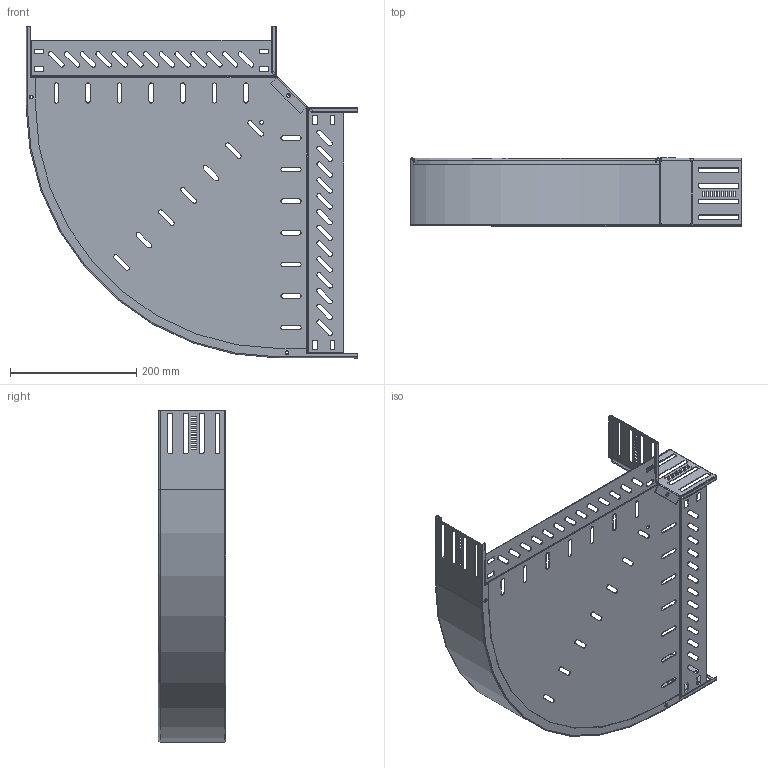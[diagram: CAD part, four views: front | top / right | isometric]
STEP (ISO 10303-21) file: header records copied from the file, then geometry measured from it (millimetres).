
FILE_DESCRIPTION (( 'STEP AP214' ), '1' );
FILE_NAME ('6036808.STEP', '2024-05-27T08:36:49', ( '' ), ( '' ), 'SwSTEP 2.0', 'SolidWorks 2022', '' );
FILE_SCHEMA (( 'AUTOMOTIVE_DESIGN' ));
Length unit declared in the file: millimetre
Products named in the file (4): 167655_110x90°; 181511_400; 6036808; 167734_400
Assembly tree (3 placements, depth 2):
  6036808
    167734_400
    181511_400
    167655_110x90°
Bounding box: 525 x 107 x 525 mm (x, y, z)
Volume: 362093.4 mm3; surface area: 669823.5 mm2
Topology: 3 solids, 3 shells, 762 faces, 2144 edges, 1388 vertices
Faces by surface type: plane 446, cylinder 304, bspline 8, torus 4
Entity records: 25428 total; most frequent: CARTESIAN_POINT 4652, ORIENTED_EDGE 4288, DIRECTION 4210, EDGE_CURVE 2144, LINE 1518, VECTOR 1518, VERTEX_POINT 1388, AXIS2_PLACEMENT_3D 1346
